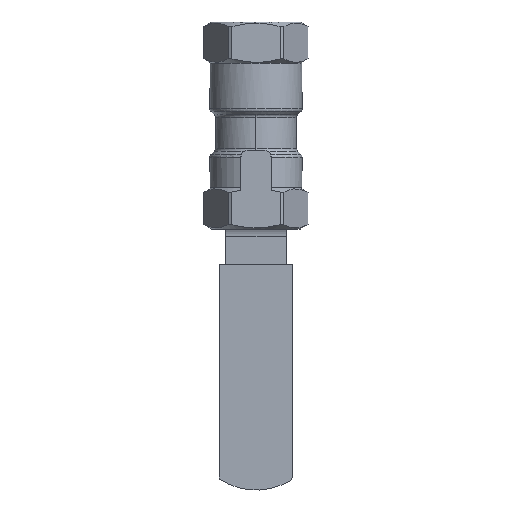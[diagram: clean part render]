
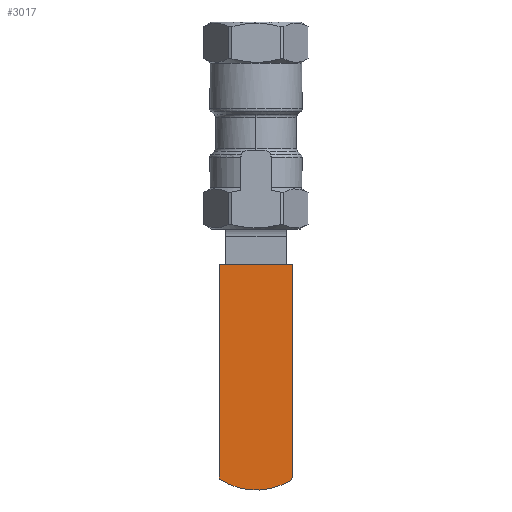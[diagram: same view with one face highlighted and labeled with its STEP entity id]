
A CAD part, front view. The second image highlights one B-rep face of the part: STEP entity #3017.
In plain terms, the highlighted face is planar.
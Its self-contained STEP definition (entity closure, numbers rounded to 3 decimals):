
#3017=ADVANCED_FACE('',(#5941),#5942,.F.);
#5941=FACE_OUTER_BOUND('',#26491,.T.);
#5942=PLANE('',#26492);
#26491=EDGE_LOOP('',(#34882,#34883,#34884,#34885,#34886));
#26492=AXIS2_PLACEMENT_3D('',#34887,#34888,#34889);
#34882=ORIENTED_EDGE('',*,*,#38516,.F.);
#34883=ORIENTED_EDGE('',*,*,#38520,.F.);
#34884=ORIENTED_EDGE('',*,*,#38528,.F.);
#34885=ORIENTED_EDGE('',*,*,#38512,.F.);
#34886=ORIENTED_EDGE('',*,*,#38507,.F.);
#34887=CARTESIAN_POINT('',(31.689,-8.0,-4.3));
#34888=DIRECTION('',(0.0,0.0,1.0));
#34889=DIRECTION('',(1.0,0.0,0.0));
#38507=EDGE_CURVE('',#43600,#43601,#43602,.T.);
#38512=EDGE_CURVE('',#43601,#43609,#43610,.T.);
#38516=EDGE_CURVE('',#43615,#43600,#43616,.T.);
#38520=EDGE_CURVE('',#43621,#43615,#43622,.T.);
#38528=EDGE_CURVE('',#43609,#43621,#43635,.T.);
#43600=VERTEX_POINT('',#52938);
#43601=VERTEX_POINT('',#52939);
#43602=CIRCLE('',#52940,1.8);
#43609=VERTEX_POINT('',#52949);
#43610=CIRCLE('',#52950,17.8);
#43615=VERTEX_POINT('',#52956);
#43616=LINE('',#52957,#52958);
#43621=VERTEX_POINT('',#52965);
#43622=LINE('',#52966,#52967);
#43635=LINE('',#52986,#52987);
#52938=CARTESIAN_POINT('',(31.689,-9.8,-4.3));
#52939=CARTESIAN_POINT('',(33.248,-8.9,-4.3));
#52940=AXIS2_PLACEMENT_3D('',#55790,#55791,#55792);
#52949=CARTESIAN_POINT('',(32.692,9.8,-4.3));
#52950=AXIS2_PLACEMENT_3D('',#55798,#55799,#55800);
#52956=CARTESIAN_POINT('',(-24.367,-9.8,-4.3));
#52957=CARTESIAN_POINT('',(-24.367,-9.8,-4.3));
#52958=VECTOR('',#55805,1.0);
#52965=CARTESIAN_POINT('',(-24.367,9.8,-4.3));
#52966=CARTESIAN_POINT('',(-24.367,9.8,-4.3));
#52967=VECTOR('',#55808,1.0);
#52986=CARTESIAN_POINT('',(32.692,9.8,-4.3));
#52987=VECTOR('',#55815,1.0);
#55790=CARTESIAN_POINT('',(31.689,-8.0,-4.3));
#55791=DIRECTION('',(0.0,0.0,1.0));
#55792=DIRECTION('',(1.0,0.0,0.0));
#55798=CARTESIAN_POINT('',(17.833,0.,-4.3));
#55799=DIRECTION('',(0.0,0.0,1.0));
#55800=DIRECTION('',(1.0,0.0,0.0));
#55805=DIRECTION('',(1.0,0.,0.0));
#55808=DIRECTION('',(0.,-1.0,0.0));
#55815=DIRECTION('',(-1.0,0.,0.0));
